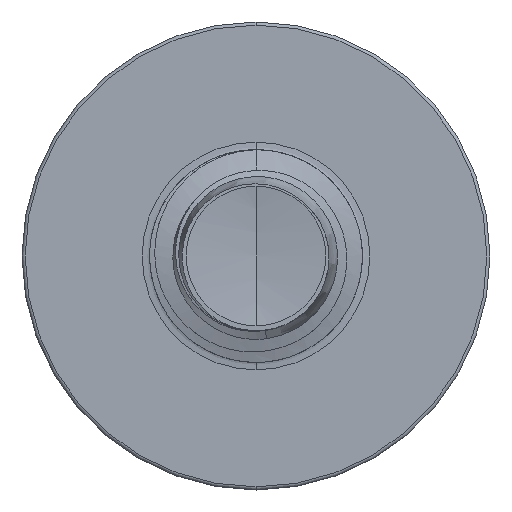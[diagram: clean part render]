
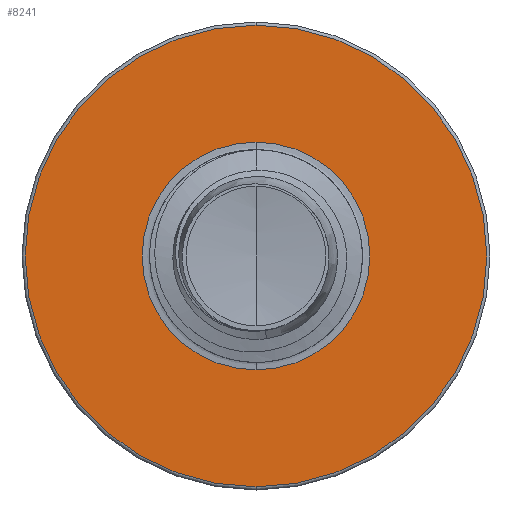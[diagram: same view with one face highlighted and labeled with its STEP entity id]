
A CAD part, front view. The second image highlights one B-rep face of the part: STEP entity #8241.
In plain terms, the highlighted planar face has unit normal (0, -1, 0).
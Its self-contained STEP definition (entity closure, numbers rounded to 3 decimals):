
#15 = ORIENTED_EDGE ( 'NONE', *, *, #12037, .F. ) ;
#136 = CARTESIAN_POINT ( 'NONE',  ( 0., 8.5, 0. ) ) ;
#151 = ORIENTED_EDGE ( 'NONE', *, *, #11933, .T. ) ;
#221 = ORIENTED_EDGE ( 'NONE', *, *, #1067, .T. ) ;
#619 = EDGE_LOOP ( 'NONE', ( #7390, #15 ) ) ;
#872 = AXIS2_PLACEMENT_3D ( 'NONE', #1327, #10677, #2727 ) ;
#1067 = EDGE_CURVE ( 'NONE', #1750, #6918, #3746, .T. ) ;
#1157 = DIRECTION ( 'NONE',  ( 0., 0., 1. ) ) ;
#1327 = CARTESIAN_POINT ( 'NONE',  ( 0., 8.5, 0. ) ) ;
#1484 = CARTESIAN_POINT ( 'NONE',  ( 0., 8.5, -5.425 ) ) ;
#1516 = DIRECTION ( 'NONE',  ( 0., 0., 1. ) ) ;
#1582 = CARTESIAN_POINT ( 'NONE',  ( 0., 8.5, 5.425 ) ) ;
#1750 = VERTEX_POINT ( 'NONE', #5690 ) ;
#2422 = CIRCLE ( 'NONE', #9238, 5.425 ) ;
#2727 = DIRECTION ( 'NONE',  ( 0., 0., 1. ) ) ;
#2920 = AXIS2_PLACEMENT_3D ( 'NONE', #16775, #9222, #1157 ) ;
#3081 = CIRCLE ( 'NONE', #872, 5.425 ) ;
#3128 = VERTEX_POINT ( 'NONE', #1484 ) ;
#3519 = CARTESIAN_POINT ( 'NONE',  ( 0., 8.5, -2.677 ) ) ;
#3746 = CIRCLE ( 'NONE', #13263, 2.677 ) ;
#4877 = PLANE ( 'NONE',  #7748 ) ;
#5565 = EDGE_CURVE ( 'NONE', #9531, #3128, #2422, .T. ) ;
#5690 = CARTESIAN_POINT ( 'NONE',  ( 0., 8.5, -2.677 ) ) ;
#6233 = DIRECTION ( 'NONE',  ( 0., 0., 1. ) ) ;
#6918 = VERTEX_POINT ( 'NONE', #16684 ) ;
#7078 = CIRCLE ( 'NONE', #2920, 2.677 ) ;
#7094 = FACE_BOUND ( 'NONE', #14740, .T. ) ;
#7390 = ORIENTED_EDGE ( 'NONE', *, *, #5565, .F. ) ;
#7748 = AXIS2_PLACEMENT_3D ( 'NONE', #3519, #14021, #6233 ) ;
#8241 = ADVANCED_FACE ( 'NONE', ( #13781, #7094 ), #4877, .F. ) ;
#9082 = DIRECTION ( 'NONE',  ( 0., 0., 1. ) ) ;
#9136 = DIRECTION ( 'NONE',  ( 0., 1., 0. ) ) ;
#9222 = DIRECTION ( 'NONE',  ( 0., 1., 0. ) ) ;
#9234 = CARTESIAN_POINT ( 'NONE',  ( 0., 8.5, 0. ) ) ;
#9238 = AXIS2_PLACEMENT_3D ( 'NONE', #136, #9572, #1516 ) ;
#9531 = VERTEX_POINT ( 'NONE', #1582 ) ;
#9572 = DIRECTION ( 'NONE',  ( 0., 1., 0. ) ) ;
#10677 = DIRECTION ( 'NONE',  ( 0., 1., 0. ) ) ;
#11933 = EDGE_CURVE ( 'NONE', #6918, #1750, #7078, .T. ) ;
#12037 = EDGE_CURVE ( 'NONE', #3128, #9531, #3081, .T. ) ;
#13263 = AXIS2_PLACEMENT_3D ( 'NONE', #9234, #9136, #9082 ) ;
#13781 = FACE_OUTER_BOUND ( 'NONE', #619, .T. ) ;
#14021 = DIRECTION ( 'NONE',  ( 0., 1., 0. ) ) ;
#14740 = EDGE_LOOP ( 'NONE', ( #151, #221 ) ) ;
#16684 = CARTESIAN_POINT ( 'NONE',  ( 0., 8.5, 2.677 ) ) ;
#16775 = CARTESIAN_POINT ( 'NONE',  ( 0., 8.5, 0. ) ) ;
